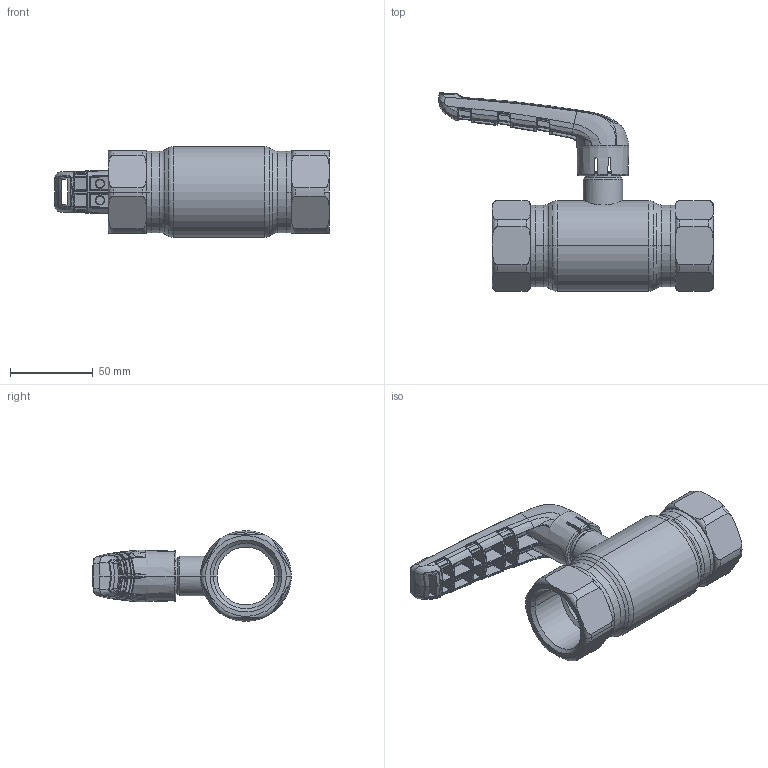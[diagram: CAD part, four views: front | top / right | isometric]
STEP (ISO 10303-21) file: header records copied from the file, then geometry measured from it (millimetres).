
FILE_DESCRIPTION (( 'STEP AP214' ), '1' );
FILE_NAME ('2032002000-xxxx.step', '2019-05-10T06:51:17', ( '' ), ( '' ), 'SwSTEP 2.0', 'SolidWorks 2017', '' );
FILE_SCHEMA (( 'AUTOMOTIVE_DESIGN' ));
Length unit declared in the file: millimetre
Products named in the file (1): 2032002000-xxxx
Bounding box: 166.57 x 120.36 x 55 mm (x, y, z)
Surface area: 50926.4 mm2 (no closed solid volume)
Topology: 0 solids, 8 shells, 743 faces, 2347 edges, 1503 vertices
Faces by surface type: bspline 563, plane 64, cylinder 50, torus 35, cone 25, sphere 6
Entity records: 57083 total; most frequent: CARTESIAN_POINT 33625, ORIENTED_EDGE 3872, EDGE_CURVE 2337, DIRECTION 1672, B_SPLINE_CURVE_WITH_KNOTS 1597, VERTEX_POINT 1499, EDGE_LOOP 764, AXIS2_PLACEMENT_3D 753
